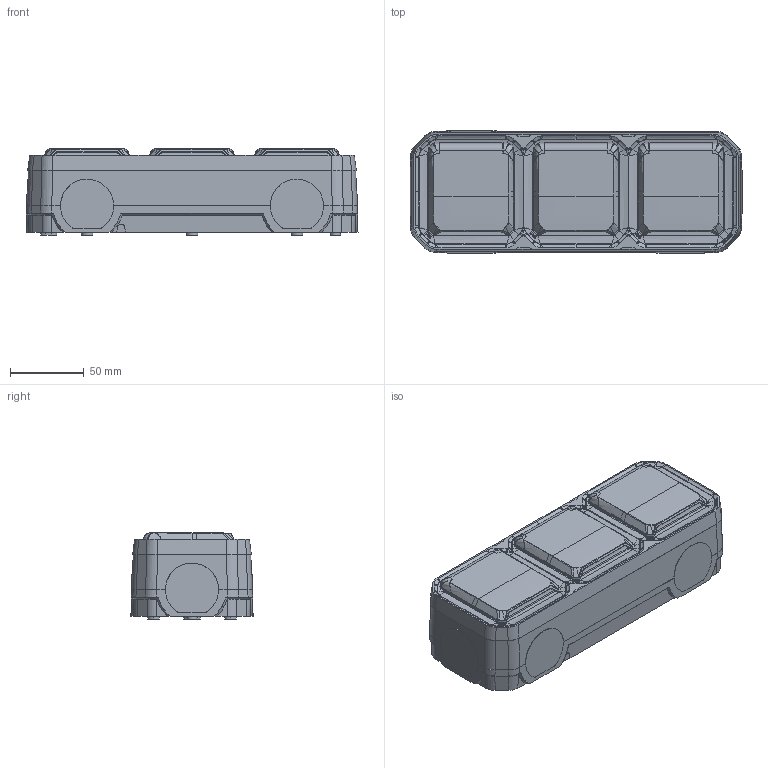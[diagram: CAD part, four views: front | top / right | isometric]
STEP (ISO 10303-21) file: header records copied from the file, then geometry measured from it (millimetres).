
FILE_DESCRIPTION(('CATIA V5 STEP Exchange','CAx-IF Rec.Pracs.--- Model Styling and Organization---1.5--- 2016-08-15','CAx-IF Rec.Pracs.---Supplemental Geometry---1.0---2011-11-01','CAx-IF Rec.Pracs.--- Composite Materials ---1.1---2010-07-15'),'2;1');
FILE_NAME('Volume Prise Saillie 3PH.stp','2021-12-23T13:25:47+00:00',('none'),('none'),'CATIA Version 5-6 Release 2020 SP3','CATIA V5 STEP AP214 v2','none');
FILE_SCHEMA(('AUTOMOTIVE_DESIGN { 1 0 10303 214 1 1 1 1 }'));
Products named in the file (1): Volume Prise Saillie 3PH
Bounding box: 224.68 x 82.68 x 58.55 mm (x, y, z)
Volume: 942789.1 mm3; surface area: 217350 mm2
Topology: 10 solids, 10 shells, 1320 faces, 3655 edges, 2361 vertices
Faces by surface type: bspline 550, plane 324, extrusion 310, cylinder 136
Entity records: 78507 total; most frequent: CARTESIAN_POINT 51422, ORIENTED_EDGE 7262, EDGE_CURVE 3631, B_SPLINE_CURVE_WITH_KNOTS 2639, DIRECTION 2510, VERTEX_POINT 2361, VECTOR 1377, EDGE_LOOP 1352
